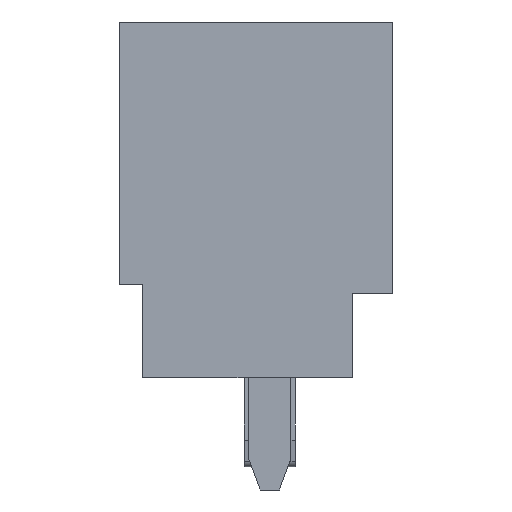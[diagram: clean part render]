
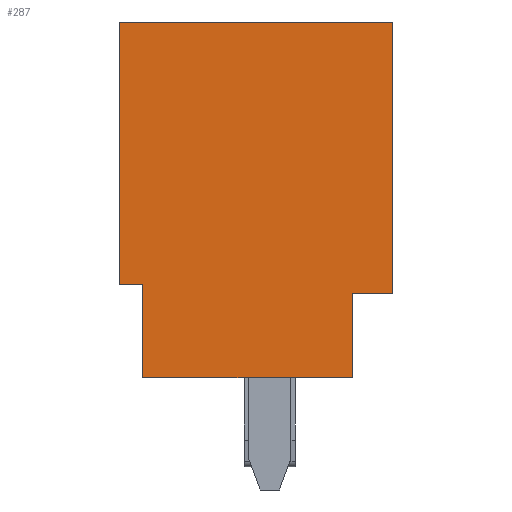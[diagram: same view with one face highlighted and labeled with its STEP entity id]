
A CAD part, left-side view. The second image highlights one B-rep face of the part: STEP entity #287.
In plain terms, the highlighted planar face has unit normal (-1, 0, 0).
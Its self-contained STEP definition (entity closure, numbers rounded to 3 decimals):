
#22 = VERTEX_POINT('',#23);
#23 = CARTESIAN_POINT('',(-12.42,3.5,2.225));
#72 = VERTEX_POINT('',#73);
#73 = CARTESIAN_POINT('',(-12.42,3.5,0.025));
#79 = EDGE_CURVE('',#22,#72,#80,.T.);
#80 = LINE('',#81,#82);
#81 = CARTESIAN_POINT('',(-12.42,3.5,0.025));
#82 = VECTOR('',#83,1.);
#83 = DIRECTION('',(0.,0.,-1.));
#102 = VERTEX_POINT('',#103);
#103 = CARTESIAN_POINT('',(-12.42,-1.45,0.025));
#109 = EDGE_CURVE('',#72,#102,#110,.T.);
#110 = LINE('',#111,#112);
#111 = CARTESIAN_POINT('',(-12.42,-2.4,0.025));
#112 = VECTOR('',#113,1.);
#113 = DIRECTION('',(0.,-1.,0.));
#215 = VERTEX_POINT('',#216);
#216 = CARTESIAN_POINT('',(-12.42,4.05,2.225));
#222 = EDGE_CURVE('',#223,#215,#225,.T.);
#223 = VERTEX_POINT('',#224);
#224 = CARTESIAN_POINT('',(-12.42,4.05,8.425));
#225 = LINE('',#226,#227);
#226 = CARTESIAN_POINT('',(-12.42,4.05,8.425));
#227 = VECTOR('',#228,1.);
#228 = DIRECTION('',(0.,0.,-1.));
#287 = ADVANCED_FACE('',(#288),#329,.F.);
#288 = FACE_BOUND('',#289,.T.);
#289 = EDGE_LOOP('',(#290,#296,#297,#298,#306,#314,#322,#328));
#290 = ORIENTED_EDGE('',*,*,#291,.T.);
#291 = EDGE_CURVE('',#215,#22,#292,.T.);
#292 = LINE('',#293,#294);
#293 = CARTESIAN_POINT('',(-12.42,4.05,2.225));
#294 = VECTOR('',#295,1.);
#295 = DIRECTION('',(0.,-1.,0.));
#296 = ORIENTED_EDGE('',*,*,#79,.T.);
#297 = ORIENTED_EDGE('',*,*,#109,.T.);
#298 = ORIENTED_EDGE('',*,*,#299,.T.);
#299 = EDGE_CURVE('',#102,#300,#302,.T.);
#300 = VERTEX_POINT('',#301);
#301 = CARTESIAN_POINT('',(-12.42,-1.45,2.025));
#302 = LINE('',#303,#304);
#303 = CARTESIAN_POINT('',(-12.42,-1.45,0.025));
#304 = VECTOR('',#305,1.);
#305 = DIRECTION('',(0.,0.,1.));
#306 = ORIENTED_EDGE('',*,*,#307,.T.);
#307 = EDGE_CURVE('',#300,#308,#310,.T.);
#308 = VERTEX_POINT('',#309);
#309 = CARTESIAN_POINT('',(-12.42,-2.4,2.025));
#310 = LINE('',#311,#312);
#311 = CARTESIAN_POINT('',(-12.42,-2.4,2.025));
#312 = VECTOR('',#313,1.);
#313 = DIRECTION('',(0.,-1.,0.));
#314 = ORIENTED_EDGE('',*,*,#315,.F.);
#315 = EDGE_CURVE('',#316,#308,#318,.T.);
#316 = VERTEX_POINT('',#317);
#317 = CARTESIAN_POINT('',(-12.42,-2.4,8.425));
#318 = LINE('',#319,#320);
#319 = CARTESIAN_POINT('',(-12.42,-2.4,8.425));
#320 = VECTOR('',#321,1.);
#321 = DIRECTION('',(0.,0.,-1.));
#322 = ORIENTED_EDGE('',*,*,#323,.F.);
#323 = EDGE_CURVE('',#223,#316,#324,.T.);
#324 = LINE('',#325,#326);
#325 = CARTESIAN_POINT('',(-12.42,-2.4,8.425));
#326 = VECTOR('',#327,1.);
#327 = DIRECTION('',(0.,-1.,0.));
#328 = ORIENTED_EDGE('',*,*,#222,.T.);
#329 = PLANE('',#330);
#330 = AXIS2_PLACEMENT_3D('',#331,#332,#333);
#331 = CARTESIAN_POINT('',(-12.42,-2.4,8.425));
#332 = DIRECTION('',(1.,0.,0.));
#333 = DIRECTION('',(0.,1.,0.));
